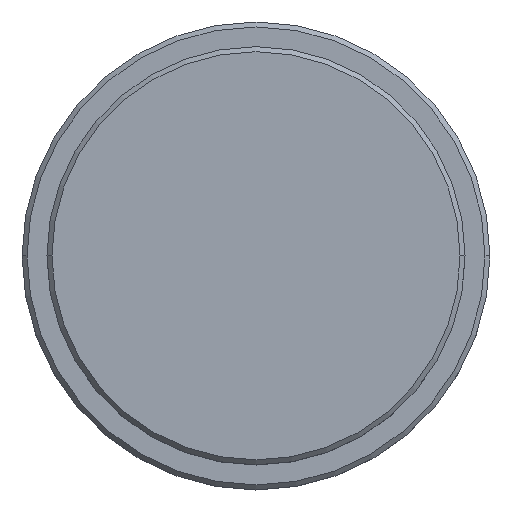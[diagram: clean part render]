
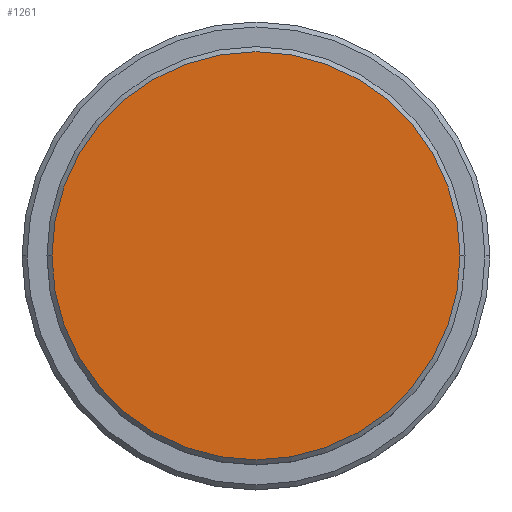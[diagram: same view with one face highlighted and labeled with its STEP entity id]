
A CAD part, top view. The second image highlights one B-rep face of the part: STEP entity #1261.
In plain terms, the highlighted planar face has unit normal (0, 0, 1).
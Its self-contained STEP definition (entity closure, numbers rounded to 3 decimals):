
#61 = AXIS2_PLACEMENT_3D ( 'NONE', #346, #121, #562 ) ;
#78 = CARTESIAN_POINT ( 'NONE',  ( 0., 0., 0. ) ) ;
#121 = DIRECTION ( 'NONE',  ( 0., 0., 1. ) ) ;
#123 = ORIENTED_EDGE ( 'NONE', *, *, #1152, .T. ) ;
#127 = EDGE_CURVE ( 'NONE', #760, #429, #237, .T. ) ;
#151 = AXIS2_PLACEMENT_3D ( 'NONE', #78, #943, #717 ) ;
#237 = CIRCLE ( 'NONE', #151, 20.5 ) ;
#339 = CARTESIAN_POINT ( 'NONE',  ( 20.5, 0., 0. ) ) ;
#346 = CARTESIAN_POINT ( 'NONE',  ( 0., 0., 0. ) ) ;
#405 = CIRCLE ( 'NONE', #588, 20.5 ) ;
#429 = VERTEX_POINT ( 'NONE', #680 ) ;
#508 = DIRECTION ( 'NONE',  ( 1., 0., 0. ) ) ;
#562 = DIRECTION ( 'NONE',  ( 1., 0., 0. ) ) ;
#588 = AXIS2_PLACEMENT_3D ( 'NONE', #614, #937, #508 ) ;
#614 = CARTESIAN_POINT ( 'NONE',  ( 0., 0., 0. ) ) ;
#660 = FACE_OUTER_BOUND ( 'NONE', #1051, .T. ) ;
#680 = CARTESIAN_POINT ( 'NONE',  ( -20.5, 0., 0. ) ) ;
#717 = DIRECTION ( 'NONE',  ( 1., 0., 0. ) ) ;
#760 = VERTEX_POINT ( 'NONE', #339 ) ;
#937 = DIRECTION ( 'NONE',  ( 0., 0., 1. ) ) ;
#943 = DIRECTION ( 'NONE',  ( 0., 0., 1. ) ) ;
#1051 = EDGE_LOOP ( 'NONE', ( #123, #1337 ) ) ;
#1100 = PLANE ( 'NONE',  #61 ) ;
#1152 = EDGE_CURVE ( 'NONE', #429, #760, #405, .T. ) ;
#1261 = ADVANCED_FACE ( 'NONE', ( #660 ), #1100, .T. ) ;
#1337 = ORIENTED_EDGE ( 'NONE', *, *, #127, .T. ) ;
